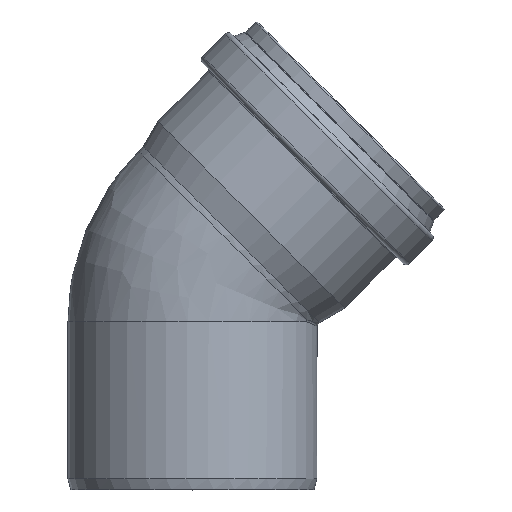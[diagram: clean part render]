
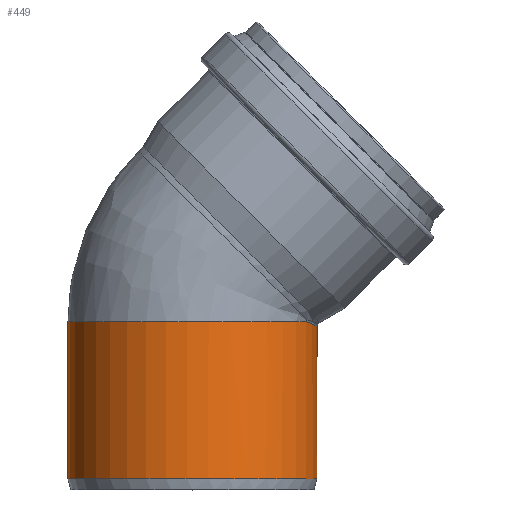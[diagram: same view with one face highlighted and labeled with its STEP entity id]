
A CAD part, top view. The second image highlights one B-rep face of the part: STEP entity #449.
In plain terms, the highlighted cylindrical face has radius 80.15 mm (diameter 160.3 mm), a full revolution.
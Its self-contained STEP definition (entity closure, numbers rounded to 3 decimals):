
#35=CYLINDRICAL_SURFACE('',#497,80.15);
#48=ELLIPSE('',#493,87.074,80.15);
#55=FACE_BOUND('',#140,.T.);
#96=FACE_OUTER_BOUND('',#139,.T.);
#139=EDGE_LOOP('',(#356));
#140=EDGE_LOOP('',(#357,#358));
#216=CIRCLE('',#491,80.15);
#218=CIRCLE('',#495,80.15);
#257=VERTEX_POINT('',#743);
#259=VERTEX_POINT('',#771);
#261=VERTEX_POINT('',#780);
#300=EDGE_CURVE('',#257,#257,#216,.T.);
#303=EDGE_CURVE('',#259,#261,#48,.T.);
#306=EDGE_CURVE('',#261,#259,#218,.T.);
#356=ORIENTED_EDGE('',*,*,#300,.T.);
#357=ORIENTED_EDGE('',*,*,#303,.F.);
#358=ORIENTED_EDGE('',*,*,#306,.F.);
#449=ADVANCED_FACE('',(#96,#55),#35,.T.);
#491=AXIS2_PLACEMENT_3D('',#744,#577,#578);
#493=AXIS2_PLACEMENT_3D('',#781,#581,#582);
#495=AXIS2_PLACEMENT_3D('',#818,#585,#586);
#497=AXIS2_PLACEMENT_3D('',#820,#589,#590);
#577=DIRECTION('center_axis',(0.,1.,0.));
#578=DIRECTION('ref_axis',(1.,0.,0.));
#581=DIRECTION('center_axis',(0.391,0.92,0.));
#582=DIRECTION('ref_axis',(0.92,-0.391,0.));
#585=DIRECTION('center_axis',(0.,1.,0.));
#586=DIRECTION('ref_axis',(1.,0.,0.));
#589=DIRECTION('center_axis',(0.,1.,0.));
#590=DIRECTION('ref_axis',(1.,0.,0.));
#743=CARTESIAN_POINT('',(-80.15,7.,0.));
#744=CARTESIAN_POINT('Origin',(0.,7.,0.));
#771=CARTESIAN_POINT('',(73.125,108.105,32.813));
#780=CARTESIAN_POINT('',(73.125,108.105,-32.813));
#781=CARTESIAN_POINT('Origin',(0.,139.15,0.));
#818=CARTESIAN_POINT('Origin',(0.,108.105,0.));
#820=CARTESIAN_POINT('Origin',(0.,0.,0.));
